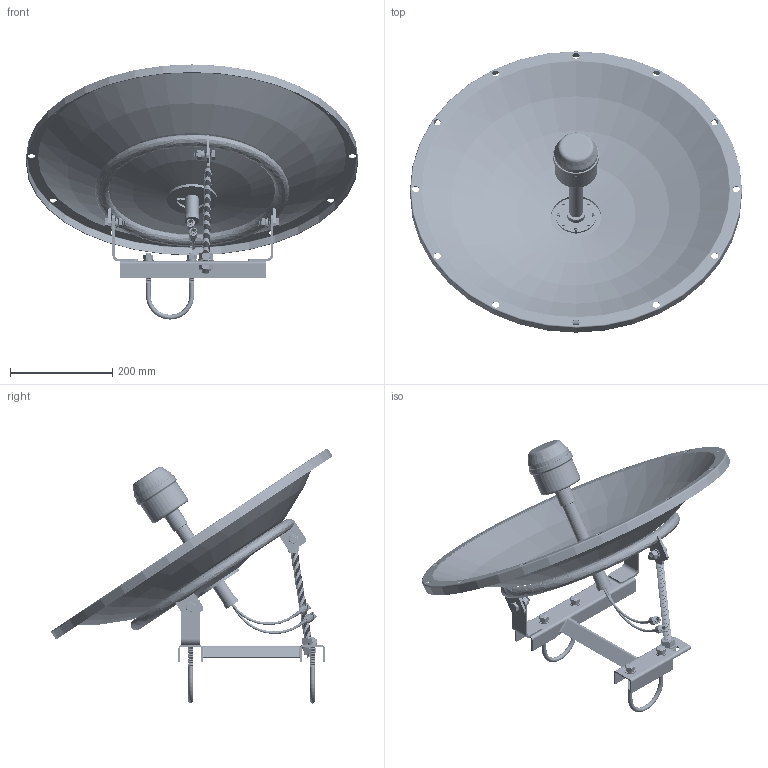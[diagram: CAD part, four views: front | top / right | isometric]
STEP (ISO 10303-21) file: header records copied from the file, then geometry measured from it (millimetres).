
FILE_DESCRIPTION (( 'STEP AP214' ), '1' );
FILE_NAME ('HG2422DPD.STEP', '2013-01-16T15:31:10', ( '' ), ( '' ), 'SwSTEP 2.0', 'SolidWorks 2012', '' );
FILE_SCHEMA (( 'AUTOMOTIVE_DESIGN' ));
Length unit declared in the file: inch
Products named in the file (10): ANF-1508; HG2418DPD_195_6inch; HG2422DPD_M4-MS; HG2422DPD_Feed Horn; HG2422DPD_U-Bolt; HG2422DPD_ThreadedArm; HG2422DPD_Bracket_Default<As Machined>; HG2422DPD_Dish; HG2422DPD; HEATSH-HEX_stepd_195White
Assembly tree (16 placements, depth 2):
  HG2422DPD
    HG2422DPD_Dish
    HG2422DPD_Bracket_Default<As Machined>
    HG2422DPD_ThreadedArm
    HG2422DPD_U-Bolt  x2
    HG2422DPD_Feed Horn
    HG2422DPD_M4-MS  x4
    HG2418DPD_195_6inch  x2
    ANF-1508  x2
    HEATSH-HEX_stepd_195White  x2
Bounding box: 649.29 x 550.68 x 498.88 mm (x, y, z)
Volume: 2379169.3 mm3; surface area: 1211269.6 mm2
Topology: 23 solids, 23 shells, 3656 faces, 7633 edges, 4094 vertices
Faces by surface type: cone 2754, plane 391, cylinder 382, torus 86, sphere 22, bspline 21
Entity records: 91067 total; most frequent: CARTESIAN_POINT 13795, DIRECTION 12067, ORIENTED_EDGE 10054, EDGE_CURVE 5027, AXIS2_PLACEMENT_3D 4836, VERTEX_POINT 2716, EDGE_LOOP 2541, CIRCLE 2434
